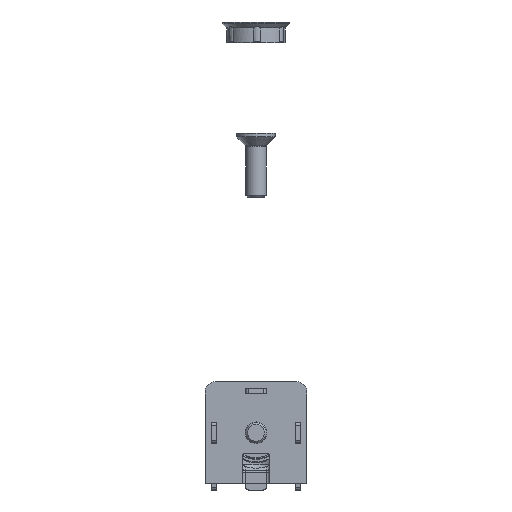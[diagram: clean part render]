
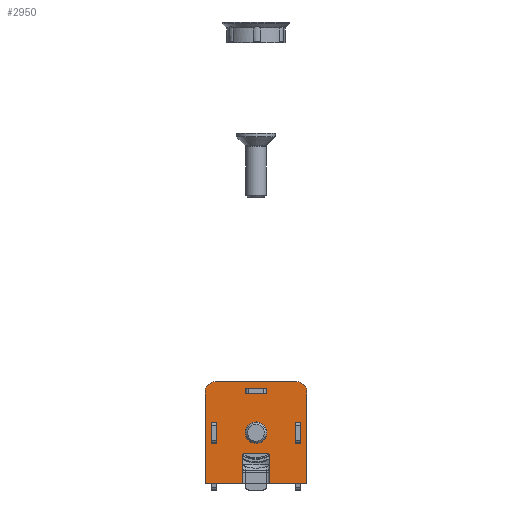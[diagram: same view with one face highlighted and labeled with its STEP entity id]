
A CAD part, left-side view. The second image highlights one B-rep face of the part: STEP entity #2950.
In plain terms, the highlighted planar face has unit normal (-1, 0, 0).
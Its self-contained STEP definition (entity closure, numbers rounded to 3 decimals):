
#61=FACE_BOUND('',#900,.T.);
#62=FACE_BOUND('',#901,.T.);
#63=FACE_BOUND('',#902,.T.);
#64=FACE_BOUND('',#903,.T.);
#72=PLANE('',#3297);
#284=LINE('',#4773,#484);
#288=LINE('',#4785,#488);
#302=LINE('',#4815,#502);
#303=LINE('',#4819,#503);
#304=LINE('',#4822,#504);
#305=LINE('',#4824,#505);
#306=LINE('',#4828,#506);
#307=LINE('',#4831,#507);
#308=LINE('',#4834,#508);
#309=LINE('',#4836,#509);
#310=LINE('',#4838,#510);
#311=LINE('',#4839,#511);
#312=LINE('',#4842,#512);
#313=LINE('',#4844,#513);
#314=LINE('',#4846,#514);
#315=LINE('',#4847,#515);
#316=LINE('',#4850,#516);
#317=LINE('',#4852,#517);
#318=LINE('',#4854,#518);
#319=LINE('',#4855,#519);
#484=VECTOR('',#3715,1000.);
#488=VECTOR('',#3723,1000.);
#502=VECTOR('',#3741,1000.);
#503=VECTOR('',#3744,1000.);
#504=VECTOR('',#3747,1000.);
#505=VECTOR('',#3748,1000.);
#506=VECTOR('',#3751,1000.);
#507=VECTOR('',#3754,1000.);
#508=VECTOR('',#3755,1000.);
#509=VECTOR('',#3756,1000.);
#510=VECTOR('',#3757,1000.);
#511=VECTOR('',#3758,1000.);
#512=VECTOR('',#3759,1000.);
#513=VECTOR('',#3760,1000.);
#514=VECTOR('',#3761,1000.);
#515=VECTOR('',#3762,1000.);
#516=VECTOR('',#3763,1000.);
#517=VECTOR('',#3764,1000.);
#518=VECTOR('',#3765,1000.);
#519=VECTOR('',#3766,1000.);
#716=FACE_OUTER_BOUND('',#899,.T.);
#899=EDGE_LOOP('',(#2104,#2105,#2106,#2107,#2108,#2109,#2110,#2111,#2112,
#2113,#2114,#2115));
#900=EDGE_LOOP('',(#2116,#2117,#2118,#2119));
#901=EDGE_LOOP('',(#2120,#2121,#2122,#2123));
#902=EDGE_LOOP('',(#2124,#2125,#2126,#2127));
#903=EDGE_LOOP('',(#2128));
#1100=CIRCLE('',#3288,4.25);
#1107=CIRCLE('',#3298,4.);
#1108=CIRCLE('',#3299,4.);
#1109=CIRCLE('',#3300,1.);
#1110=CIRCLE('',#3301,1.);
#1285=VERTEX_POINT('',#4729);
#1292=VERTEX_POINT('',#4770);
#1293=VERTEX_POINT('',#4772);
#1298=VERTEX_POINT('',#4782);
#1299=VERTEX_POINT('',#4784);
#1313=VERTEX_POINT('',#4814);
#1314=VERTEX_POINT('',#4816);
#1315=VERTEX_POINT('',#4818);
#1316=VERTEX_POINT('',#4820);
#1317=VERTEX_POINT('',#4823);
#1318=VERTEX_POINT('',#4825);
#1319=VERTEX_POINT('',#4827);
#1320=VERTEX_POINT('',#4829);
#1321=VERTEX_POINT('',#4832);
#1322=VERTEX_POINT('',#4833);
#1323=VERTEX_POINT('',#4835);
#1324=VERTEX_POINT('',#4837);
#1325=VERTEX_POINT('',#4840);
#1326=VERTEX_POINT('',#4841);
#1327=VERTEX_POINT('',#4843);
#1328=VERTEX_POINT('',#4845);
#1329=VERTEX_POINT('',#4848);
#1330=VERTEX_POINT('',#4849);
#1331=VERTEX_POINT('',#4851);
#1332=VERTEX_POINT('',#4853);
#1590=EDGE_CURVE('',#1285,#1285,#1100,.T.);
#1599=EDGE_CURVE('',#1293,#1292,#284,.T.);
#1605=EDGE_CURVE('',#1299,#1298,#288,.T.);
#1620=EDGE_CURVE('',#1313,#1292,#302,.T.);
#1621=EDGE_CURVE('',#1313,#1314,#1107,.T.);
#1622=EDGE_CURVE('',#1315,#1314,#303,.T.);
#1623=EDGE_CURVE('',#1315,#1316,#1108,.T.);
#1624=EDGE_CURVE('',#1316,#1299,#304,.T.);
#1625=EDGE_CURVE('',#1298,#1317,#305,.T.);
#1626=EDGE_CURVE('',#1317,#1318,#1109,.T.);
#1627=EDGE_CURVE('',#1319,#1318,#306,.T.);
#1628=EDGE_CURVE('',#1319,#1320,#1110,.T.);
#1629=EDGE_CURVE('',#1293,#1320,#307,.T.);
#1630=EDGE_CURVE('',#1321,#1322,#308,.T.);
#1631=EDGE_CURVE('',#1323,#1321,#309,.T.);
#1632=EDGE_CURVE('',#1324,#1323,#310,.T.);
#1633=EDGE_CURVE('',#1322,#1324,#311,.T.);
#1634=EDGE_CURVE('',#1325,#1326,#312,.T.);
#1635=EDGE_CURVE('',#1327,#1325,#313,.T.);
#1636=EDGE_CURVE('',#1328,#1327,#314,.T.);
#1637=EDGE_CURVE('',#1326,#1328,#315,.T.);
#1638=EDGE_CURVE('',#1329,#1330,#316,.T.);
#1639=EDGE_CURVE('',#1331,#1329,#317,.T.);
#1640=EDGE_CURVE('',#1332,#1331,#318,.T.);
#1641=EDGE_CURVE('',#1330,#1332,#319,.T.);
#2104=ORIENTED_EDGE('',*,*,#1620,.F.);
#2105=ORIENTED_EDGE('',*,*,#1621,.T.);
#2106=ORIENTED_EDGE('',*,*,#1622,.F.);
#2107=ORIENTED_EDGE('',*,*,#1623,.T.);
#2108=ORIENTED_EDGE('',*,*,#1624,.T.);
#2109=ORIENTED_EDGE('',*,*,#1605,.T.);
#2110=ORIENTED_EDGE('',*,*,#1625,.T.);
#2111=ORIENTED_EDGE('',*,*,#1626,.T.);
#2112=ORIENTED_EDGE('',*,*,#1627,.F.);
#2113=ORIENTED_EDGE('',*,*,#1628,.T.);
#2114=ORIENTED_EDGE('',*,*,#1629,.F.);
#2115=ORIENTED_EDGE('',*,*,#1599,.T.);
#2116=ORIENTED_EDGE('',*,*,#1630,.F.);
#2117=ORIENTED_EDGE('',*,*,#1631,.F.);
#2118=ORIENTED_EDGE('',*,*,#1632,.F.);
#2119=ORIENTED_EDGE('',*,*,#1633,.F.);
#2120=ORIENTED_EDGE('',*,*,#1634,.F.);
#2121=ORIENTED_EDGE('',*,*,#1635,.F.);
#2122=ORIENTED_EDGE('',*,*,#1636,.F.);
#2123=ORIENTED_EDGE('',*,*,#1637,.F.);
#2124=ORIENTED_EDGE('',*,*,#1638,.F.);
#2125=ORIENTED_EDGE('',*,*,#1639,.F.);
#2126=ORIENTED_EDGE('',*,*,#1640,.F.);
#2127=ORIENTED_EDGE('',*,*,#1641,.F.);
#2128=ORIENTED_EDGE('',*,*,#1590,.F.);
#2950=ADVANCED_FACE('',(#716,#61,#62,#63,#64),#72,.F.);
#3288=AXIS2_PLACEMENT_3D('',#4731,#3700,#3701);
#3297=AXIS2_PLACEMENT_3D('',#4813,#3739,#3740);
#3298=AXIS2_PLACEMENT_3D('',#4817,#3742,#3743);
#3299=AXIS2_PLACEMENT_3D('',#4821,#3745,#3746);
#3300=AXIS2_PLACEMENT_3D('',#4826,#3749,#3750);
#3301=AXIS2_PLACEMENT_3D('',#4830,#3752,#3753);
#3700=DIRECTION('center_axis',(-1.,0.,0.));
#3701=DIRECTION('ref_axis',(0.,0.,1.));
#3715=DIRECTION('',(0.,-1.,0.));
#3723=DIRECTION('',(0.,-1.,0.));
#3739=DIRECTION('center_axis',(1.,0.,0.));
#3740=DIRECTION('ref_axis',(0.,1.,0.));
#3741=DIRECTION('',(0.,0.,-1.));
#3742=DIRECTION('center_axis',(-1.,0.,0.));
#3743=DIRECTION('ref_axis',(0.,1.,0.));
#3744=DIRECTION('',(0.,-1.,0.));
#3745=DIRECTION('center_axis',(-1.,0.,0.));
#3746=DIRECTION('ref_axis',(0.,1.,0.));
#3747=DIRECTION('',(0.,0.,-1.));
#3748=DIRECTION('',(0.,0.,1.));
#3749=DIRECTION('center_axis',(1.,0.,0.));
#3750=DIRECTION('ref_axis',(0.,1.,0.));
#3751=DIRECTION('',(0.,1.,0.));
#3752=DIRECTION('center_axis',(1.,0.,0.));
#3753=DIRECTION('ref_axis',(0.,1.,0.));
#3754=DIRECTION('',(0.,0.,1.));
#3755=DIRECTION('',(0.,1.,0.));
#3756=DIRECTION('',(0.,0.,1.));
#3757=DIRECTION('',(0.,-1.,0.));
#3758=DIRECTION('',(0.,0.,-1.));
#3759=DIRECTION('',(0.,-1.,0.));
#3760=DIRECTION('',(0.,0.,-1.));
#3761=DIRECTION('',(0.,1.,0.));
#3762=DIRECTION('',(0.,0.,1.));
#3763=DIRECTION('',(0.,0.,1.));
#3764=DIRECTION('',(0.,-1.,0.));
#3765=DIRECTION('',(0.,0.,-1.));
#3766=DIRECTION('',(0.,1.,0.));
#4729=CARTESIAN_POINT('',(-20.,0.,-4.25));
#4731=CARTESIAN_POINT('Origin',(-20.,0.,0.));
#4770=CARTESIAN_POINT('',(-20.,-20.,-20.));
#4772=CARTESIAN_POINT('',(-20.,-5.25,-20.));
#4773=CARTESIAN_POINT('',(-20.,20.,-20.));
#4782=CARTESIAN_POINT('',(-20.,5.25,-20.));
#4784=CARTESIAN_POINT('',(-20.,20.,-20.));
#4785=CARTESIAN_POINT('',(-20.,20.,-20.));
#4813=CARTESIAN_POINT('Origin',(-20.,20.,20.));
#4814=CARTESIAN_POINT('',(-20.,-20.,16.));
#4815=CARTESIAN_POINT('',(-20.,-20.,20.));
#4816=CARTESIAN_POINT('',(-20.,-16.,20.));
#4817=CARTESIAN_POINT('Origin',(-20.,-16.,16.));
#4818=CARTESIAN_POINT('',(-20.,16.,20.));
#4819=CARTESIAN_POINT('',(-20.,20.,20.));
#4820=CARTESIAN_POINT('',(-20.,20.,16.));
#4821=CARTESIAN_POINT('Origin',(-20.,16.,16.));
#4822=CARTESIAN_POINT('',(-20.,20.,20.));
#4823=CARTESIAN_POINT('',(-20.,5.25,-9.));
#4824=CARTESIAN_POINT('',(-20.,5.25,-20.));
#4825=CARTESIAN_POINT('',(-20.,4.25,-8.));
#4826=CARTESIAN_POINT('Origin',(-20.,4.25,-9.));
#4827=CARTESIAN_POINT('',(-20.,-4.25,-8.));
#4828=CARTESIAN_POINT('',(-20.,-5.25,-8.));
#4829=CARTESIAN_POINT('',(-20.,-5.25,-9.));
#4830=CARTESIAN_POINT('Origin',(-20.,-4.25,-9.));
#4831=CARTESIAN_POINT('',(-20.,-5.25,-20.));
#4832=CARTESIAN_POINT('',(-20.,15.5,4.1));
#4833=CARTESIAN_POINT('',(-20.,17.5,4.1));
#4834=CARTESIAN_POINT('',(-20.,17.5,4.1));
#4835=CARTESIAN_POINT('',(-20.,15.5,-4.1));
#4836=CARTESIAN_POINT('',(-20.,15.5,4.1));
#4837=CARTESIAN_POINT('',(-20.,17.5,-4.1));
#4838=CARTESIAN_POINT('',(-20.,17.5,-4.1));
#4839=CARTESIAN_POINT('',(-20.,17.5,4.1));
#4840=CARTESIAN_POINT('',(-20.,-15.5,-4.1));
#4841=CARTESIAN_POINT('',(-20.,-17.5,-4.1));
#4842=CARTESIAN_POINT('',(-20.,-17.5,-4.1));
#4843=CARTESIAN_POINT('',(-20.,-15.5,4.1));
#4844=CARTESIAN_POINT('',(-20.,-15.5,-4.1));
#4845=CARTESIAN_POINT('',(-20.,-17.5,4.1));
#4846=CARTESIAN_POINT('',(-20.,-17.5,4.1));
#4847=CARTESIAN_POINT('',(-20.,-17.5,-4.1));
#4848=CARTESIAN_POINT('',(-20.,-4.1,15.5));
#4849=CARTESIAN_POINT('',(-20.,-4.1,17.5));
#4850=CARTESIAN_POINT('',(-20.,-4.1,17.5));
#4851=CARTESIAN_POINT('',(-20.,4.1,15.5));
#4852=CARTESIAN_POINT('',(-20.,-4.1,15.5));
#4853=CARTESIAN_POINT('',(-20.,4.1,17.5));
#4854=CARTESIAN_POINT('',(-20.,4.1,17.5));
#4855=CARTESIAN_POINT('',(-20.,-4.1,17.5));
